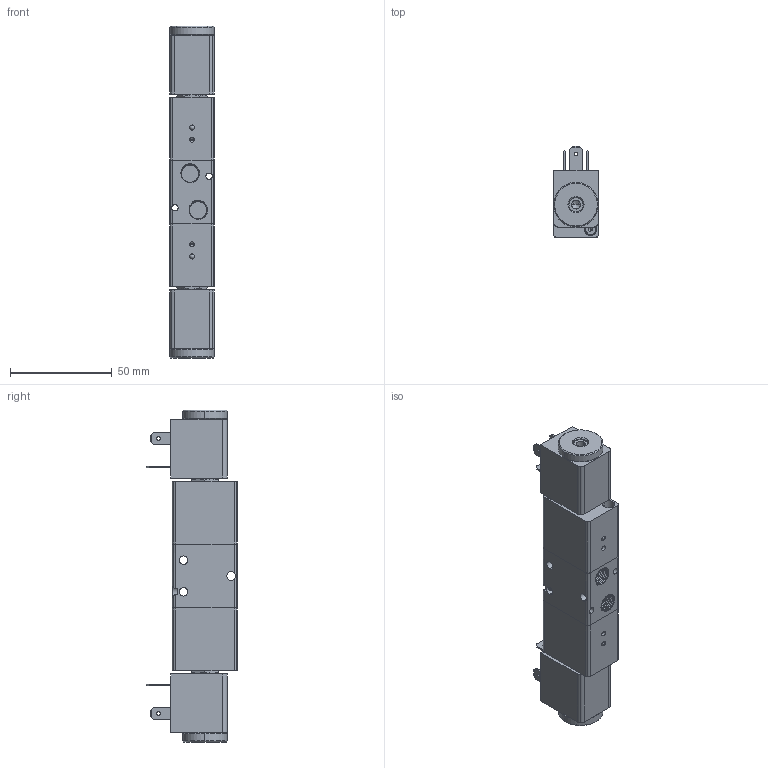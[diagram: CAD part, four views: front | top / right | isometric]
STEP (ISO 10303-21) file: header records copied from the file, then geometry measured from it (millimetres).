
FILE_DESCRIPTION((''),'2;1');
FILE_NAME('00_016_3.stp','2003-01-02T17:00:34',('Branislav Petkovic'),('AZ Pneumatica'),'AutoCAD STEP 2000i','AutoCAD 2000i','Via J. F. Kennedy, 26, 20020 Misinto (MI), ITALY');
FILE_SCHEMA(('CONFIG_CONTROL_DESIGN'));
Length unit declared in the file: millimetre
Products named in the file (10): 00_016_3; 321 TELO; PART1AA; X21 KOTVA KRATKA; PART2; STEZAC; PODLOSKA; MAGNET; PART1; PART1A
Assembly tree (11 placements, depth 3):
  00_016_3
    321 TELO
      PART1AA
    X21 KOTVA KRATKA  x2
      PART2
      STEZAC
      PODLOSKA
    MAGNET  x2
      PART1
    PART1A
Bounding box: 22 x 45.09 x 163.5 mm (x, y, z)
Surface area: 34172.3 mm2 (no closed solid volume)
Topology: 0 solids, 13 shells, 575 faces, 1417 edges, 887 vertices
Faces by surface type: cylinder 236, plane 217, cone 88, torus 16, bspline 14, sphere 4
Entity records: 19503 total; most frequent: CARTESIAN_POINT 11256, ORIENTED_EDGE 1712, DIRECTION 1617, EDGE_CURVE 856, AXIS2_PLACEMENT_3D 605, VERTEX_POINT 549, VECTOR 407, LINE 407
